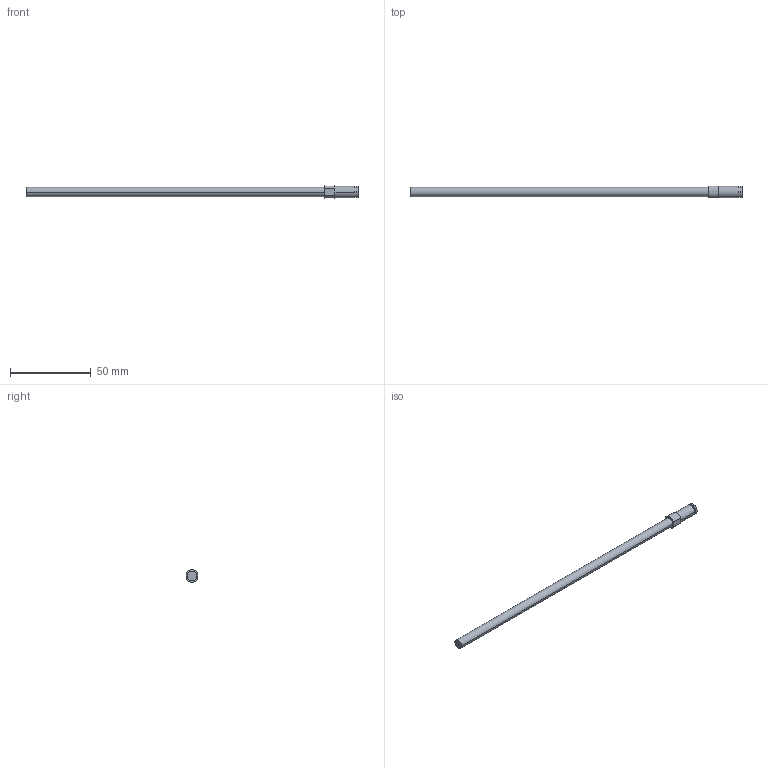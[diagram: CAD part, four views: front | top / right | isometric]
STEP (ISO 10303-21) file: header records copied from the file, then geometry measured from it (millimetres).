
FILE_DESCRIPTION (( 'STEP AP203' ), '1' );
FILE_NAME ('EXK-02-0014-02.STEP', '2021-03-02T13:27:52', ( '' ), ( '' ), 'SwSTEP 2.0', 'SolidWorks 2020', '' );
FILE_SCHEMA (( 'CONFIG_CONTROL_DESIGN' ));
Length unit declared in the file: inch
Products named in the file (1): EXK-02-0014-02
Bounding box: 205.52 x 7 x 7.91 mm (x, y, z)
Volume: 5869 mm3; surface area: 4052 mm2
Topology: 1 solids, 1 shells, 23 faces, 48 edges, 29 vertices
Faces by surface type: cylinder 12, plane 9, cone 2
Entity records: 683 total; most frequent: DIRECTION 118, CARTESIAN_POINT 99, ORIENTED_EDGE 92, AXIS2_PLACEMENT_3D 48, EDGE_CURVE 46, VERTEX_POINT 29, EDGE_LOOP 27, CIRCLE 24
